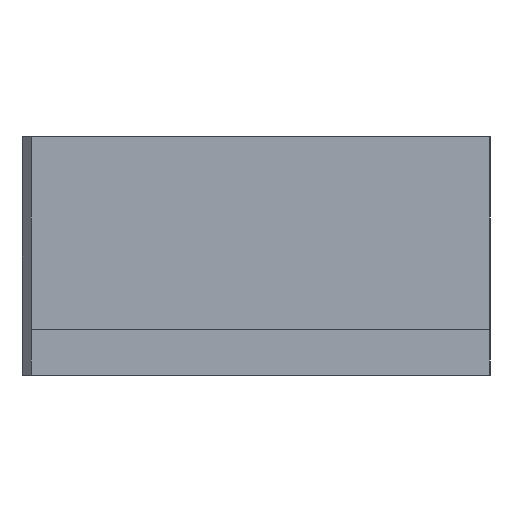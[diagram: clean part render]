
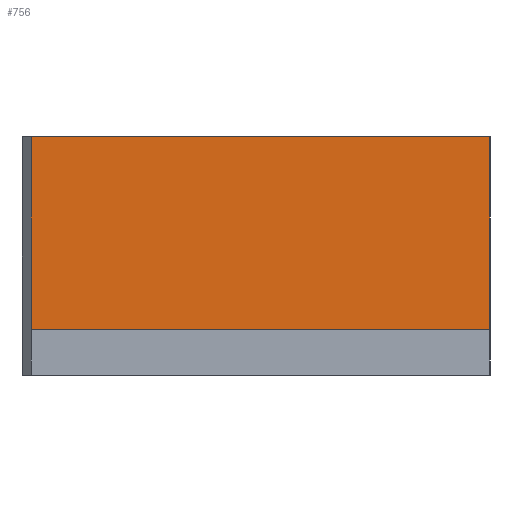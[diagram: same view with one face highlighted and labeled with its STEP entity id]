
A CAD part, left-side view. The second image highlights one B-rep face of the part: STEP entity #756.
In plain terms, the highlighted planar face has unit normal (-1, 0, 0).
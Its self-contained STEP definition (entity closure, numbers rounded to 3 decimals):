
#135=DIRECTION('',(0.,-1.,0.));
#136=VECTOR('',#135,25.);
#137=CARTESIAN_POINT('',(-33.75,12.5,13.));
#138=LINE('',#137,#136);
#230=DIRECTION('',(0.,-1.,0.));
#231=VECTOR('',#230,25.);
#232=CARTESIAN_POINT('',(-33.75,12.5,2.5));
#233=LINE('',#232,#231);
#234=DIRECTION('',(0.,0.,-1.));
#235=VECTOR('',#234,10.5);
#236=CARTESIAN_POINT('',(-33.75,12.5,13.));
#237=LINE('',#236,#235);
#238=DIRECTION('',(0.,0.,1.));
#239=VECTOR('',#238,10.5);
#240=CARTESIAN_POINT('',(-33.75,-12.5,2.5));
#241=LINE('',#240,#239);
#369=CARTESIAN_POINT('',(-33.75,-12.5,13.));
#371=VERTEX_POINT('',#369);
#373=CARTESIAN_POINT('',(-33.75,12.5,13.));
#374=VERTEX_POINT('',#373);
#407=CARTESIAN_POINT('',(-33.75,12.5,2.5));
#408=CARTESIAN_POINT('',(-33.75,-12.5,2.5));
#409=VERTEX_POINT('',#407);
#410=VERTEX_POINT('',#408);
#744=CARTESIAN_POINT('',(-33.75,-12.5,2.5));
#745=DIRECTION('',(1.,0.,0.));
#746=DIRECTION('',(0.,1.,0.));
#747=AXIS2_PLACEMENT_3D('',#744,#745,#746);
#748=PLANE('',#747);
#750=ORIENTED_EDGE('',*,*,#749,.F.);
#751=ORIENTED_EDGE('',*,*,#729,.F.);
#752=ORIENTED_EDGE('',*,*,#537,.T.);
#753=ORIENTED_EDGE('',*,*,#683,.F.);
#754=EDGE_LOOP('',(#750,#751,#752,#753));
#755=FACE_OUTER_BOUND('',#754,.F.);
#756=ADVANCED_FACE('',(#755),#748,.F.);
#537=EDGE_CURVE('',#374,#371,#138,.T.);
#683=EDGE_CURVE('',#410,#371,#241,.T.);
#729=EDGE_CURVE('',#374,#409,#237,.T.);
#749=EDGE_CURVE('',#409,#410,#233,.T.);
